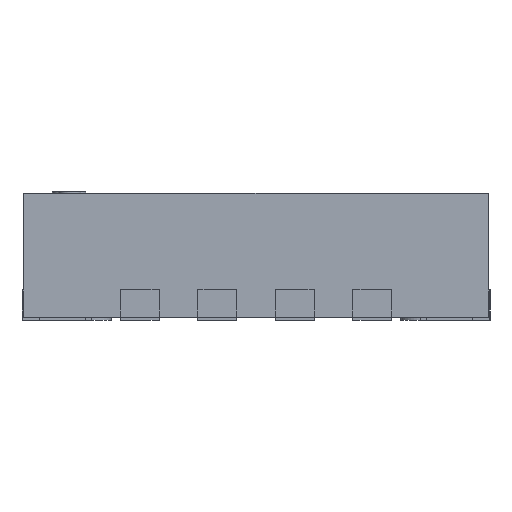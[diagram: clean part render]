
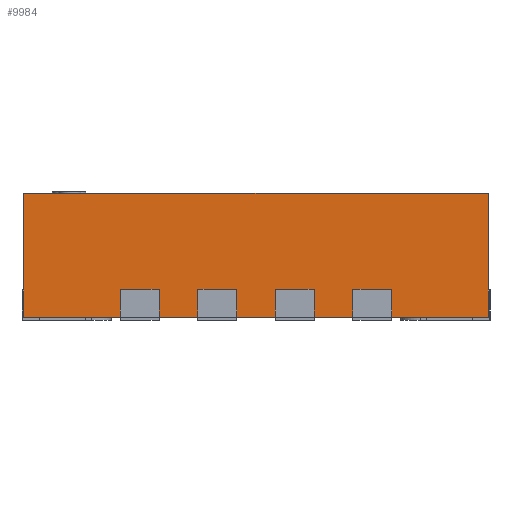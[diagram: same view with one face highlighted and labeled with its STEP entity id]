
A CAD part, left-side view. The second image highlights one B-rep face of the part: STEP entity #9984.
In plain terms, the highlighted planar face has unit normal (-1, 0, 0).
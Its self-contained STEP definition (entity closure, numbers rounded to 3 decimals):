
#32 = LINE ( 'NONE', #20694, #10929 ) ;
#350 = VERTEX_POINT ( 'NONE', #21563 ) ;
#657 = VERTEX_POINT ( 'NONE', #3421 ) ;
#2135 = DIRECTION ( 'NONE',  ( 1., 0., 0. ) ) ;
#3421 = CARTESIAN_POINT ( 'NONE',  ( -1.5, -1.5, 0.03 ) ) ;
#3497 = EDGE_CURVE ( 'NONE', #19360, #657, #32, .T. ) ;
#4557 = ORIENTED_EDGE ( 'NONE', *, *, #18095, .F. ) ;
#6832 = DIRECTION ( 'NONE',  ( 0., -1., 0. ) ) ;
#7074 = CARTESIAN_POINT ( 'NONE',  ( -1.5, 1.5, 0.83 ) ) ;
#9459 = FACE_OUTER_BOUND ( 'NONE', #17820, .T. ) ;
#9515 = EDGE_CURVE ( 'NONE', #20249, #657, #23789, .T. ) ;
#9892 = LINE ( 'NONE', #21154, #16926 ) ;
#9984 = ADVANCED_FACE ( 'NONE', ( #9459 ), #11550, .F. ) ;
#10646 = AXIS2_PLACEMENT_3D ( 'NONE', #15645, #2135, #20841 ) ;
#10730 = CARTESIAN_POINT ( 'NONE',  ( -1.5, 1.5, 0.03 ) ) ;
#10929 = VECTOR ( 'NONE', #12764, 1000. ) ;
#11550 = PLANE ( 'NONE',  #10646 ) ;
#12764 = DIRECTION ( 'NONE',  ( 0., 0., -1. ) ) ;
#13482 = ORIENTED_EDGE ( 'NONE', *, *, #14897, .T. ) ;
#14217 = DIRECTION ( 'NONE',  ( 0., -1., 0. ) ) ;
#14897 = EDGE_CURVE ( 'NONE', #350, #20249, #9892, .T. ) ;
#15377 = VECTOR ( 'NONE', #14217, 1000. ) ;
#15645 = CARTESIAN_POINT ( 'NONE',  ( -1.5, 1.5, 0.83 ) ) ;
#16314 = CARTESIAN_POINT ( 'NONE',  ( -1.5, 1.5, 0.03 ) ) ;
#16926 = VECTOR ( 'NONE', #17443, 1000. ) ;
#17443 = DIRECTION ( 'NONE',  ( 0., 0., -1. ) ) ;
#17820 = EDGE_LOOP ( 'NONE', ( #20846, #22891, #4557, #13482 ) ) ;
#18095 = EDGE_CURVE ( 'NONE', #350, #19360, #24043, .T. ) ;
#19026 = CARTESIAN_POINT ( 'NONE',  ( -1.5, -1.5, 0.83 ) ) ;
#19360 = VERTEX_POINT ( 'NONE', #19026 ) ;
#19420 = VECTOR ( 'NONE', #6832, 1000. ) ;
#20249 = VERTEX_POINT ( 'NONE', #10730 ) ;
#20694 = CARTESIAN_POINT ( 'NONE',  ( -1.5, -1.5, 0.83 ) ) ;
#20841 = DIRECTION ( 'NONE',  ( 0., 1., 0. ) ) ;
#20846 = ORIENTED_EDGE ( 'NONE', *, *, #9515, .T. ) ;
#21154 = CARTESIAN_POINT ( 'NONE',  ( -1.5, 1.5, 0.83 ) ) ;
#21563 = CARTESIAN_POINT ( 'NONE',  ( -1.5, 1.5, 0.83 ) ) ;
#22891 = ORIENTED_EDGE ( 'NONE', *, *, #3497, .F. ) ;
#23789 = LINE ( 'NONE', #16314, #15377 ) ;
#24043 = LINE ( 'NONE', #7074, #19420 ) ;
